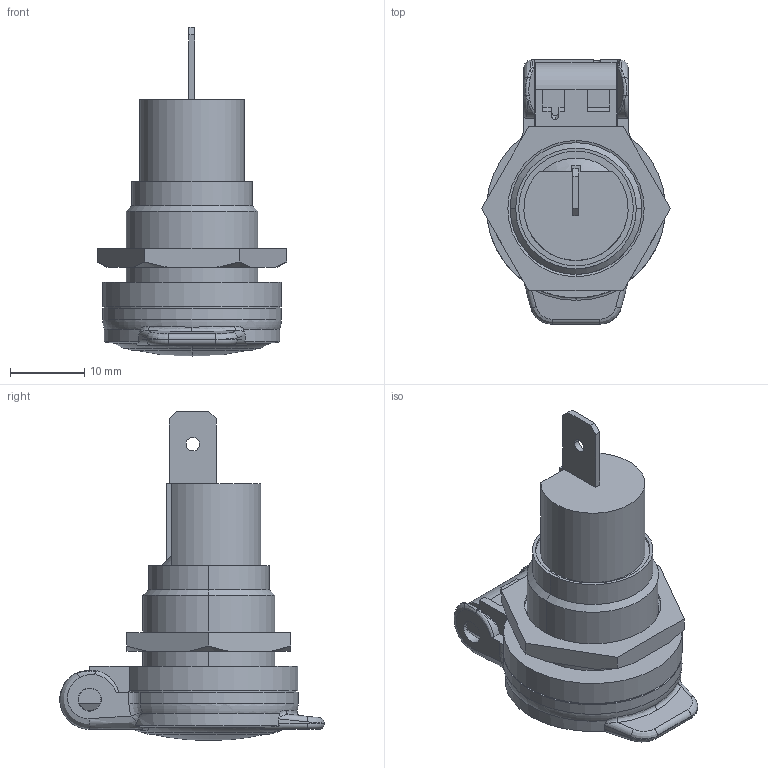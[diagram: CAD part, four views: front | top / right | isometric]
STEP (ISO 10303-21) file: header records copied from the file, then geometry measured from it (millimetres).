
FILE_DESCRIPTION((''),'2;1');
FILE_NAME('151016_SW0001','2020-06-04T14:16:45',('teru'),(''),'CREO PARAMETRIC BY PTC INC, 2017380','CREO PARAMETRIC BY PTC INC, 2017380','');
FILE_SCHEMA(('CONFIG_CONTROL_DESIGN'));
Length unit declared in the file: millimetre
Products named in the file (1): 151016_SW0001
Bounding box: 25.4 x 35.5 x 44.2 mm (x, y, z)
Volume: 10105 mm3; surface area: 4041.4 mm2
Topology: 1 solids, 1 shells, 182 faces, 465 edges, 292 vertices
Faces by surface type: plane 71, cylinder 52, bspline 32, cone 13, torus 9, sphere 5
Entity records: 7863 total; most frequent: CARTESIAN_POINT 3650, ORIENTED_EDGE 926, DIRECTION 798, EDGE_CURVE 463, AXIS2_PLACEMENT_3D 299, VERTEX_POINT 292, VECTOR 200, LINE 200
